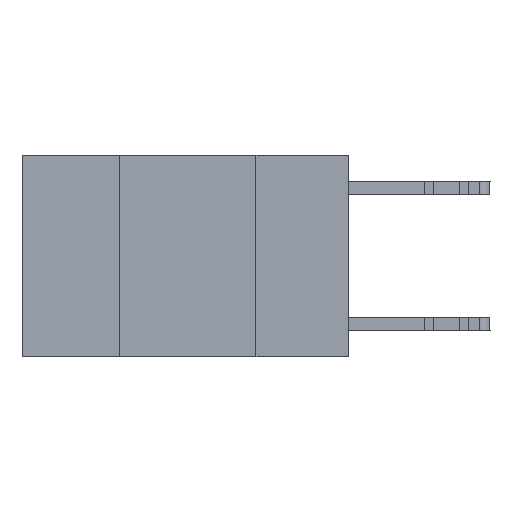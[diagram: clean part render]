
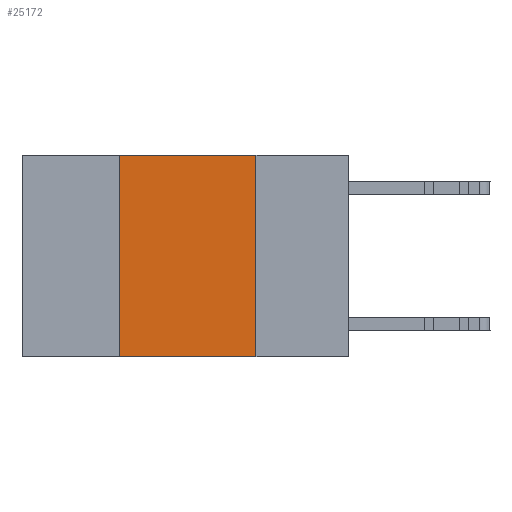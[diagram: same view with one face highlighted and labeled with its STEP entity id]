
A CAD part, left-side view. The second image highlights one B-rep face of the part: STEP entity #25172.
In plain terms, the highlighted planar face has unit normal (-1, 0, 0).
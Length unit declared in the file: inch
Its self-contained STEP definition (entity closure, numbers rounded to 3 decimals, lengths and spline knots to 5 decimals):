
#2 = VERTEX_POINT ( 'NONE', #11825 ) ;
#683 = LINE ( 'NONE', #10770, #10093 ) ;
#830 = CARTESIAN_POINT ( 'NONE',  ( 0., 0.6, 0. ) ) ;
#1674 = DIRECTION ( 'NONE',  ( 0., 0., -1. ) ) ;
#3449 = VECTOR ( 'NONE', #22760, 39.37008 ) ;
#4170 = ORIENTED_EDGE ( 'NONE', *, *, #23986, .F. ) ;
#7004 = CARTESIAN_POINT ( 'NONE',  ( 0., 0.42, -0.37 ) ) ;
#7039 = EDGE_CURVE ( 'NONE', #17310, #12947, #24214, .T. ) ;
#8968 = EDGE_CURVE ( 'NONE', #11188, #2, #683, .T. ) ;
#9439 = ORIENTED_EDGE ( 'NONE', *, *, #7039, .F. ) ;
#10093 = VECTOR ( 'NONE', #30076, 39.37008 ) ;
#10170 = DIRECTION ( 'NONE',  ( 0., 0., -1. ) ) ;
#10770 = CARTESIAN_POINT ( 'NONE',  ( 0., 0.42, 0. ) ) ;
#11188 = VERTEX_POINT ( 'NONE', #7004 ) ;
#11825 = CARTESIAN_POINT ( 'NONE',  ( 0., 0.42, 0. ) ) ;
#12947 = VERTEX_POINT ( 'NONE', #30928 ) ;
#13015 = LINE ( 'NONE', #29934, #3449 ) ;
#17310 = VERTEX_POINT ( 'NONE', #21595 ) ;
#17455 = DIRECTION ( 'NONE',  ( 0., -1., 0. ) ) ;
#17600 = LINE ( 'NONE', #830, #17763 ) ;
#17763 = VECTOR ( 'NONE', #17455, 39.37008 ) ;
#18927 = DIRECTION ( 'NONE',  ( 1., 0., 0. ) ) ;
#19256 = CARTESIAN_POINT ( 'NONE',  ( 0., 0.17, 0. ) ) ;
#20840 = CARTESIAN_POINT ( 'NONE',  ( 0., 0.6, 0. ) ) ;
#21595 = CARTESIAN_POINT ( 'NONE',  ( 0., 0.17, 0. ) ) ;
#22045 = EDGE_CURVE ( 'NONE', #11188, #12947, #13015, .T. ) ;
#22760 = DIRECTION ( 'NONE',  ( 0., -1., 0. ) ) ;
#23570 = PLANE ( 'NONE',  #24962 ) ;
#23986 = EDGE_CURVE ( 'NONE', #2, #17310, #17600, .T. ) ;
#24214 = LINE ( 'NONE', #19256, #30224 ) ;
#24962 = AXIS2_PLACEMENT_3D ( 'NONE', #20840, #18927, #1674 ) ;
#25172 = ADVANCED_FACE ( 'NONE', ( #31219 ), #23570, .F. ) ;
#27038 = ORIENTED_EDGE ( 'NONE', *, *, #22045, .T. ) ;
#29923 = ORIENTED_EDGE ( 'NONE', *, *, #8968, .F. ) ;
#29934 = CARTESIAN_POINT ( 'NONE',  ( 0., 0.6, -0.37 ) ) ;
#30076 = DIRECTION ( 'NONE',  ( 0., 0., 1. ) ) ;
#30224 = VECTOR ( 'NONE', #10170, 39.37008 ) ;
#30354 = EDGE_LOOP ( 'NONE', ( #9439, #4170, #29923, #27038 ) ) ;
#30928 = CARTESIAN_POINT ( 'NONE',  ( 0., 0.17, -0.37 ) ) ;
#31219 = FACE_OUTER_BOUND ( 'NONE', #30354, .T. ) ;
